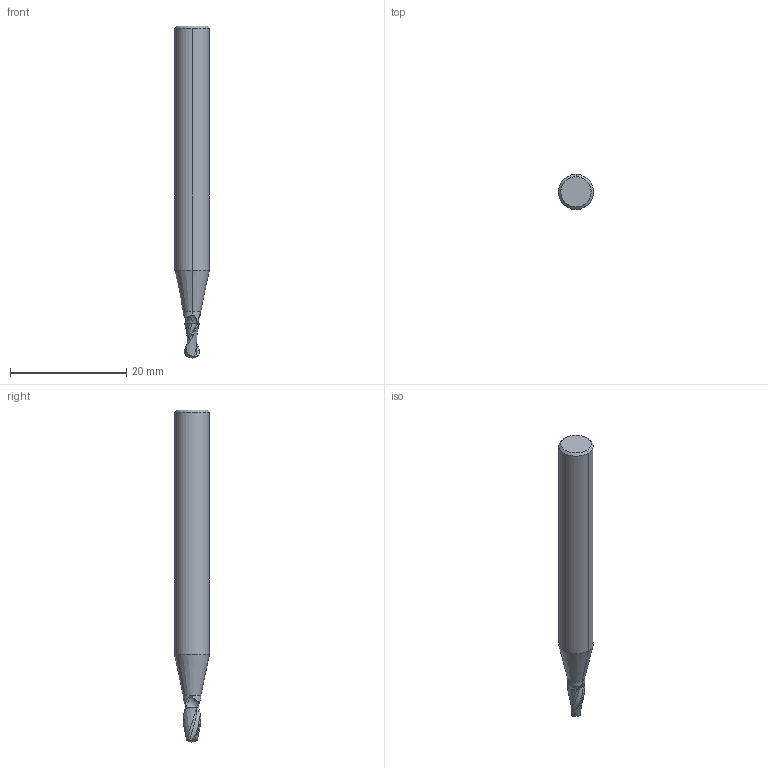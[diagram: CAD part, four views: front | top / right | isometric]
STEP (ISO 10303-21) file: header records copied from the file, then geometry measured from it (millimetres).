
FILE_DESCRIPTION(('no description'),'unknown implementation level');
FILE_NAME('EXPK1-M08-0103-3-Detail.stp',' ',('CIMSOURCE GmbH'),('CADClick - KiM GmbH - www.kimweb.de'),'unknown preprocess','ACIS','unknown authorization');
FILE_SCHEMA(('automotive_design'));
Length unit declared in the file: millimetre
Products named in the file (2): NOCUT; CUT
Bounding box: 6 x 6 x 57 mm (x, y, z)
Volume: 1330.1 mm3; surface area: 988.9 mm2
Topology: 2 solids, 2 shells, 47 faces, 126 edges, 83 vertices
Faces by surface type: cone 10, revolution 10, bspline 8, plane 7, cylinder 6, sphere 6
Entity records: 4658 total; most frequent: CARTESIAN_POINT 2102, STYLED_ITEM 258, PRESENTATION_STYLE_ASSIGNMENT 258, COLOUR_RGB 258, ORIENTED_EDGE 252, DIRECTION 194, EDGE_CURVE 126, CURVE_STYLE 126
